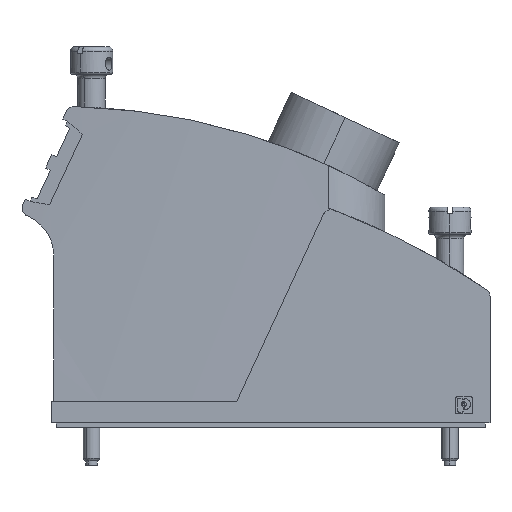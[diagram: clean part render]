
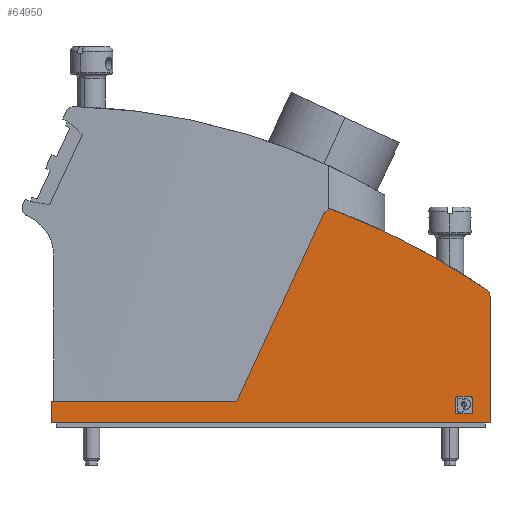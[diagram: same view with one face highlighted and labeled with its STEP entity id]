
A CAD part, left-side view. The second image highlights one B-rep face of the part: STEP entity #64950.
In plain terms, the highlighted face is planar.
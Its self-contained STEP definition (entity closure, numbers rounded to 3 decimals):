
#3670=CARTESIAN_POINT('',(-44.405,-34.812,
2.007));
#3680=VERTEX_POINT('',#3670);
#3710=CARTESIAN_POINT('',(-44.405,0.,2.007));
#3720=DIRECTION('',(0.,1.,0.));
#3730=VECTOR('',#3720,1.);
#3740=LINE('',#3710,#3730);
#3750=CARTESIAN_POINT('',(-44.405,-39.812,
2.007));
#3760=VERTEX_POINT('',#3750);
#3770=EDGE_CURVE('',#3760,#3680,#3740,.T.);
#9190=CARTESIAN_POINT('',(57.595,-9.856,
2.007));
#9200=DIRECTION('',(0.,0.,1.));
#9210=DIRECTION('',(1.,0.,0.));
#9220=AXIS2_PLACEMENT_3D('',#9190,#9200,#9210);
#9230=CIRCLE('',#9220,2.);
#9240=CARTESIAN_POINT('',(59.595,-9.856,
2.007));
#9250=VERTEX_POINT('',#9240);
#9260=CARTESIAN_POINT('',(58.732,-8.211,
2.007));
#9270=VERTEX_POINT('',#9260);
#9280=EDGE_CURVE('',#9250,#9270,#9230,.T.);
#10170=CARTESIAN_POINT('',(0.,-33.653,2.007));
#10180=DIRECTION('',(-1.,0.,0.));
#10190=VECTOR('',#10180,1.);
#10200=LINE('',#10170,#10190);
#10210=CARTESIAN_POINT('',(55.15,-33.653,
2.007));
#10220=VERTEX_POINT('',#10210);
#10230=CARTESIAN_POINT('',(51.712,-33.653,
2.007));
#10240=VERTEX_POINT('',#10230);
#10250=EDGE_CURVE('',#10220,#10240,#10200,.T.);
#12320=CARTESIAN_POINT('',(-0.48,-34.812,
2.007));
#12330=VERTEX_POINT('',#12320);
#12360=CARTESIAN_POINT('',(-15.,-34.812,2.007));
#12370=DIRECTION('',(-1.,0.,0.));
#12380=VECTOR('',#12370,1.);
#12390=LINE('',#12360,#12380);
#12400=EDGE_CURVE('',#12330,#3680,#12390,.T.);
#39460=CARTESIAN_POINT('',(-35.079,-143.948,
2.007));
#39470=DIRECTION('',(0.,0.,1.));
#39480=DIRECTION('',(1.,0.,0.));
#39490=AXIS2_PLACEMENT_3D('',#39460,#39470,#39480);
#39500=CIRCLE('',#39490,165.);
#39510=CARTESIAN_POINT('',(22.576,10.651,
2.007));
#39520=VERTEX_POINT('',#39510);
#39530=EDGE_CURVE('',#9270,#39520,#39500,.T.);
#45040=CARTESIAN_POINT('',(59.595,-39.812,
2.007));
#45050=VERTEX_POINT('',#45040);
#45150=CARTESIAN_POINT('',(0.,-39.812,2.007));
#45160=DIRECTION('',(1.,0.,0.));
#45170=VECTOR('',#45160,1.);
#45180=LINE('',#45150,#45170);
#45190=EDGE_CURVE('',#3760,#45050,#45180,.T.);
#49350=CARTESIAN_POINT('',(55.15,-37.372,
2.007));
#49360=DIRECTION('',(0.,0.,1.));
#49370=DIRECTION('',(1.,0.,0.));
#49380=AXIS2_PLACEMENT_3D('',#49350,#49360,#49370);
#49390=CIRCLE('',#49380,0.281);
#49400=CARTESIAN_POINT('',(55.15,-37.653,
2.007));
#49410=VERTEX_POINT('',#49400);
#49420=CARTESIAN_POINT('',(55.431,-37.372,
2.007));
#49430=VERTEX_POINT('',#49420);
#49440=EDGE_CURVE('',#49410,#49430,#49390,.T.);
#49840=CARTESIAN_POINT('',(21.877,8.777,
2.007));
#49850=DIRECTION('',(0.,0.,1.));
#49860=DIRECTION('',(1.,0.,0.));
#49870=AXIS2_PLACEMENT_3D('',#49840,#49850,#49860);
#49880=CIRCLE('',#49870,2.);
#49890=CARTESIAN_POINT('',(20.062,9.617,
2.007));
#49900=VERTEX_POINT('',#49890);
#49910=EDGE_CURVE('',#39520,#49900,#49880,.T.);
#57410=CARTESIAN_POINT('',(55.15,-33.934,
2.007));
#57420=DIRECTION('',(0.,0.,1.));
#57430=DIRECTION('',(1.,0.,0.));
#57440=AXIS2_PLACEMENT_3D('',#57410,#57420,#57430);
#57450=CIRCLE('',#57440,0.281);
#57460=CARTESIAN_POINT('',(55.431,-33.934,
2.007));
#57470=VERTEX_POINT('',#57460);
#57480=EDGE_CURVE('',#57470,#10220,#57450,.T.);
#58640=CARTESIAN_POINT('',(51.712,-37.372,
2.007));
#58650=DIRECTION('',(0.,0.,1.));
#58660=DIRECTION('',(1.,0.,0.));
#58670=AXIS2_PLACEMENT_3D('',#58640,#58650,#58660);
#58680=CIRCLE('',#58670,0.281);
#58690=CARTESIAN_POINT('',(51.431,-37.372,
2.007));
#58700=VERTEX_POINT('',#58690);
#58710=CARTESIAN_POINT('',(51.712,-37.653,
2.007));
#58720=VERTEX_POINT('',#58710);
#58730=EDGE_CURVE('',#58700,#58720,#58680,.T.);
#61600=CARTESIAN_POINT('',(15.616,0.,2.007));
#61610=DIRECTION('',(-0.42,-0.908,0.));
#61620=VECTOR('',#61610,1.);
#61630=LINE('',#61600,#61620);
#61640=EDGE_CURVE('',#49900,#12330,#61630,.T.);
#64420=CARTESIAN_POINT('',(35.615,-16.192,
2.007));
#64430=DIRECTION('',(0.,0.,1.));
#64440=DIRECTION('',(-1.,0.,0.));
#64450=AXIS2_PLACEMENT_3D('',#64420,#64430,#64440);
#64460=PLANE('',#64450);
#64470=ORIENTED_EDGE('',*,*,#3770,.F.);
#64480=ORIENTED_EDGE('',*,*,#12400,.T.);
#64490=ORIENTED_EDGE('',*,*,#61640,.T.);
#64500=ORIENTED_EDGE('',*,*,#49910,.T.);
#64510=ORIENTED_EDGE('',*,*,#39530,.T.);
#64520=ORIENTED_EDGE('',*,*,#9280,.T.);
#64530=CARTESIAN_POINT('',(59.595,0.,2.007));
#64540=DIRECTION('',(0.,1.,0.));
#64550=VECTOR('',#64540,1.);
#64560=LINE('',#64530,#64550);
#64570=EDGE_CURVE('',#45050,#9250,#64560,.T.);
#64580=ORIENTED_EDGE('',*,*,#64570,.T.);
#64590=ORIENTED_EDGE('',*,*,#45190,.T.);
#64600=EDGE_LOOP('',(#64590,#64580,#64520,#64510,#64500,#64490,#64480,
#64470));
#64610=FACE_OUTER_BOUND('',#64600,.T.);
#64620=ORIENTED_EDGE('',*,*,#10250,.F.);
#64630=CARTESIAN_POINT('',(51.712,-33.934,
2.007));
#64640=DIRECTION('',(0.,0.,1.));
#64650=DIRECTION('',(1.,0.,0.));
#64660=AXIS2_PLACEMENT_3D('',#64630,#64640,#64650);
#64670=CIRCLE('',#64660,0.281);
#64680=CARTESIAN_POINT('',(51.431,-33.934,
2.007));
#64690=VERTEX_POINT('',#64680);
#64700=EDGE_CURVE('',#10240,#64690,#64670,.T.);
#64710=ORIENTED_EDGE('',*,*,#64700,.F.);
#64720=CARTESIAN_POINT('',(51.431,0.,2.007));
#64730=DIRECTION('',(0.,-1.,0.));
#64740=VECTOR('',#64730,1.);
#64750=LINE('',#64720,#64740);
#64760=EDGE_CURVE('',#64690,#58700,#64750,.T.);
#64770=ORIENTED_EDGE('',*,*,#64760,.F.);
#64780=ORIENTED_EDGE('',*,*,#58730,.F.);
#64790=CARTESIAN_POINT('',(0.,-37.653,2.007));
#64800=DIRECTION('',(1.,0.,0.));
#64810=VECTOR('',#64800,1.);
#64820=LINE('',#64790,#64810);
#64830=EDGE_CURVE('',#58720,#49410,#64820,.T.);
#64840=ORIENTED_EDGE('',*,*,#64830,.F.);
#64850=ORIENTED_EDGE('',*,*,#49440,.F.);
#64860=CARTESIAN_POINT('',(55.431,0.,2.007));
#64870=DIRECTION('',(0.,1.,0.));
#64880=VECTOR('',#64870,1.);
#64890=LINE('',#64860,#64880);
#64900=EDGE_CURVE('',#49430,#57470,#64890,.T.);
#64910=ORIENTED_EDGE('',*,*,#64900,.F.);
#64920=ORIENTED_EDGE('',*,*,#57480,.F.);
#64930=EDGE_LOOP('',(#64920,#64910,#64850,#64840,#64780,#64770,#64710,
#64620));
#64940=FACE_BOUND('',#64930,.T.);
#64950=ADVANCED_FACE('',(#64610,#64940),#64460,.T.);
